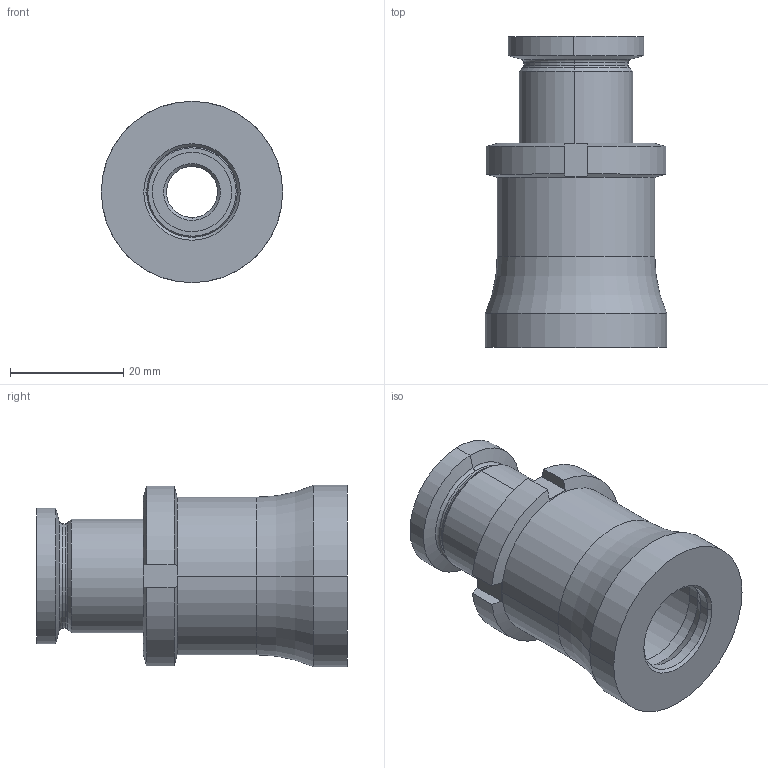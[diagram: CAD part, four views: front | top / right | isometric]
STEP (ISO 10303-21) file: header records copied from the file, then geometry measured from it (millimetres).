
FILE_DESCRIPTION (( 'STEP AP214' ), '1' );
FILE_NAME ('VF 20-0 A1.STEP', '2015-08-18T13:24:02', ( '' ), ( '' ), 'SwSTEP 2.0', 'SolidWorks 2015', '' );
FILE_SCHEMA (( 'AUTOMOTIVE_DESIGN' ));
Length unit declared in the file: millimetre
Products named in the file (3): VF 20-0 A1; VF 20 2-0 A1; VF 20 1-0 A1
Assembly tree (2 placements, depth 2):
  VF 20-0 A1
    VF 20 2-0 A1
    VF 20 1-0 A1
Bounding box: 32 x 54.83 x 32 mm (x, y, z)
Volume: 21623.7 mm3; surface area: 11290 mm2
Topology: 2 solids, 2 shells, 80 faces, 178 edges, 106 vertices
Faces by surface type: cylinder 28, cone 22, plane 20, torus 10
Entity records: 2444 total; most frequent: CARTESIAN_POINT 501, DIRECTION 408, ORIENTED_EDGE 356, EDGE_CURVE 178, AXIS2_PLACEMENT_3D 173, VERTEX_POINT 106, CIRCLE 88, EDGE_LOOP 88
